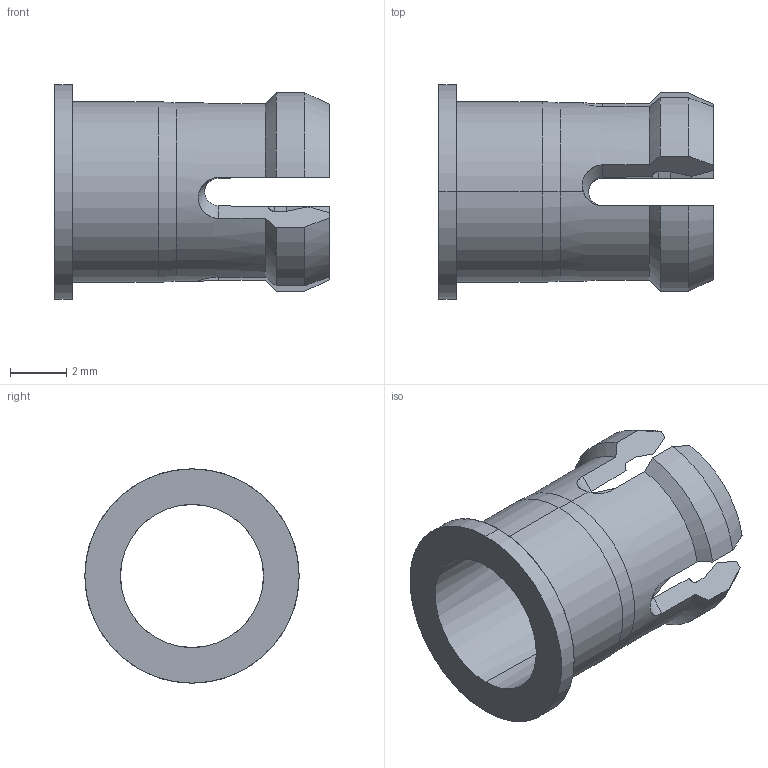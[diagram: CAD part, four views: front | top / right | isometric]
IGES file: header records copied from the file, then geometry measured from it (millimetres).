
Start section: SolidWorks IGES file using analytic representation for surfaces
Global section: file name: CLP 126.IGS; native system: SolidWorks 2018; preprocessor: SolidWorks 2018; author: chwang; date: 181002.141727; units: inch
Bounding box: 9.77 x 7.62 x 7.62 mm (x, y, z)
Surface area: 389.9 mm2 (no closed solid volume)
Topology: 0 solids, 0 shells, 56 faces, 646 edges, 646 vertices
Faces by surface type: revolution 34, bspline 22
